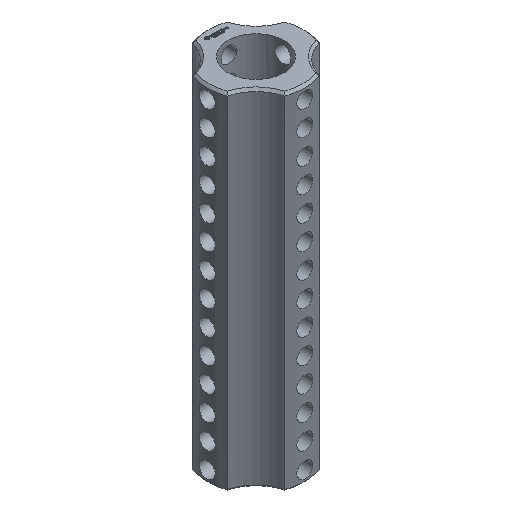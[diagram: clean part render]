
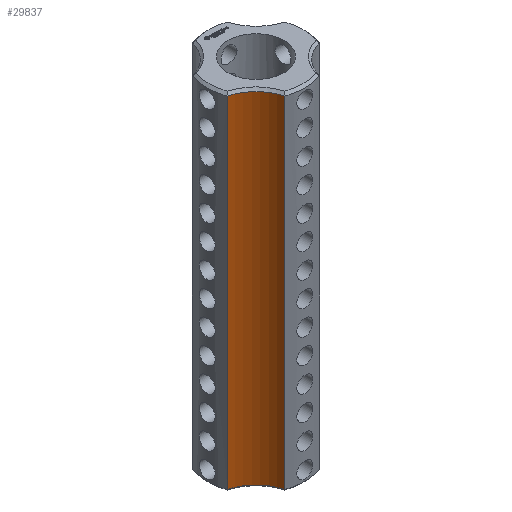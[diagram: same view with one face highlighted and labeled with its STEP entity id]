
A CAD part, isometric view. The second image highlights one B-rep face of the part: STEP entity #29837.
In plain terms, the highlighted cylindrical face has radius 5 mm (diameter 10 mm), a partial arc.
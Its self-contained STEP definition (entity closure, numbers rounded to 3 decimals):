
#3143 = CYLINDRICAL_SURFACE('',#3144,6.25);
#3144 = AXIS2_PLACEMENT_3D('',#3145,#3146,#3147);
#3145 = CARTESIAN_POINT('',(0.,0.,0.));
#3146 = DIRECTION('',(-0.,-0.,-1.));
#3147 = DIRECTION('',(1.,0.,0.));
#7168 = EDGE_CURVE('',#7169,#7171,#7173,.T.);
#7169 = VERTEX_POINT('',#7170);
#7170 = CARTESIAN_POINT('',(-2.225,-5.841,0.3));
#7171 = VERTEX_POINT('',#7172);
#7172 = CARTESIAN_POINT('',(-2.225,-5.841,43.45));
#7173 = SURFACE_CURVE('',#7174,(#7178,#7185),.PCURVE_S1.);
#7174 = LINE('',#7175,#7176);
#7175 = CARTESIAN_POINT('',(-2.225,-5.841,0.));
#7176 = VECTOR('',#7177,1.);
#7177 = DIRECTION('',(0.,0.,1.));
#7178 = PCURVE('',#3143,#7179);
#7179 = DEFINITIONAL_REPRESENTATION('',(#7180),#7184);
#7180 = LINE('',#7181,#7182);
#7181 = CARTESIAN_POINT('',(-4.348,0.));
#7182 = VECTOR('',#7183,1.);
#7183 = DIRECTION('',(-0.,-1.));
#7184 = ( GEOMETRIC_REPRESENTATION_CONTEXT(2) 
PARAMETRIC_REPRESENTATION_CONTEXT() REPRESENTATION_CONTEXT('2D SPACE',''
  ) );
#7185 = PCURVE('',#7186,#7191);
#7186 = CYLINDRICAL_SURFACE('',#7187,5.);
#7187 = AXIS2_PLACEMENT_3D('',#7188,#7189,#7190);
#7188 = CARTESIAN_POINT('',(-7.071,-7.071,0.));
#7189 = DIRECTION('',(-0.,-0.,-1.));
#7190 = DIRECTION('',(1.,0.,0.));
#7191 = DEFINITIONAL_REPRESENTATION('',(#7192),#7196);
#7192 = LINE('',#7193,#7194);
#7193 = CARTESIAN_POINT('',(-0.249,0.));
#7194 = VECTOR('',#7195,1.);
#7195 = DIRECTION('',(-0.,-1.));
#7196 = ( GEOMETRIC_REPRESENTATION_CONTEXT(2) 
PARAMETRIC_REPRESENTATION_CONTEXT() REPRESENTATION_CONTEXT('2D SPACE',''
  ) );
#9675 = CONICAL_SURFACE('',#9676,5.,0.785);
#9676 = AXIS2_PLACEMENT_3D('',#9677,#9678,#9679);
#9677 = CARTESIAN_POINT('',(-7.071,-7.071,0.3));
#9678 = DIRECTION('',(-0.,-0.,-1.));
#9679 = DIRECTION('',(0.969,0.246,0.));
#9877 = CONICAL_SURFACE('',#9878,5.,0.785);
#9878 = AXIS2_PLACEMENT_3D('',#9879,#9880,#9881);
#9879 = CARTESIAN_POINT('',(-7.071,-7.071,43.45));
#9880 = DIRECTION('',(0.,0.,1.));
#9881 = DIRECTION('',(0.969,0.246,0.));
#29837 = ADVANCED_FACE('',(#29838),#7186,.F.);
#29838 = FACE_BOUND('',#29839,.T.);
#29839 = EDGE_LOOP('',(#29840,#29841,#29865,#29893));
#29840 = ORIENTED_EDGE('',*,*,#7168,.T.);
#29841 = ORIENTED_EDGE('',*,*,#29842,.T.);
#29842 = EDGE_CURVE('',#7171,#29843,#29845,.T.);
#29843 = VERTEX_POINT('',#29844);
#29844 = CARTESIAN_POINT('',(-5.841,-2.225,43.45));
#29845 = SURFACE_CURVE('',#29846,(#29851,#29858),.PCURVE_S1.);
#29846 = CIRCLE('',#29847,5.);
#29847 = AXIS2_PLACEMENT_3D('',#29848,#29849,#29850);
#29848 = CARTESIAN_POINT('',(-7.071,-7.071,43.45));
#29849 = DIRECTION('',(0.,-0.,1.));
#29850 = DIRECTION('',(0.969,0.246,0.));
#29851 = PCURVE('',#7186,#29852);
#29852 = DEFINITIONAL_REPRESENTATION('',(#29853),#29857);
#29853 = LINE('',#29854,#29855);
#29854 = CARTESIAN_POINT('',(-0.249,-43.45));
#29855 = VECTOR('',#29856,1.);
#29856 = DIRECTION('',(-1.,0.));
#29857 = ( GEOMETRIC_REPRESENTATION_CONTEXT(2) 
PARAMETRIC_REPRESENTATION_CONTEXT() REPRESENTATION_CONTEXT('2D SPACE',''
  ) );
#29858 = PCURVE('',#9877,#29859);
#29859 = DEFINITIONAL_REPRESENTATION('',(#29860),#29864);
#29860 = LINE('',#29861,#29862);
#29861 = CARTESIAN_POINT('',(0.,0.));
#29862 = VECTOR('',#29863,1.);
#29863 = DIRECTION('',(1.,0.));
#29864 = ( GEOMETRIC_REPRESENTATION_CONTEXT(2) 
PARAMETRIC_REPRESENTATION_CONTEXT() REPRESENTATION_CONTEXT('2D SPACE',''
  ) );
#29865 = ORIENTED_EDGE('',*,*,#29866,.F.);
#29866 = EDGE_CURVE('',#29867,#29843,#29869,.T.);
#29867 = VERTEX_POINT('',#29868);
#29868 = CARTESIAN_POINT('',(-5.841,-2.225,0.3));
#29869 = SURFACE_CURVE('',#29870,(#29874,#29881),.PCURVE_S1.);
#29870 = LINE('',#29871,#29872);
#29871 = CARTESIAN_POINT('',(-5.841,-2.225,0.));
#29872 = VECTOR('',#29873,1.);
#29873 = DIRECTION('',(0.,0.,1.));
#29874 = PCURVE('',#7186,#29875);
#29875 = DEFINITIONAL_REPRESENTATION('',(#29876),#29880);
#29876 = LINE('',#29877,#29878);
#29877 = CARTESIAN_POINT('',(-1.322,0.));
#29878 = VECTOR('',#29879,1.);
#29879 = DIRECTION('',(-0.,-1.));
#29880 = ( GEOMETRIC_REPRESENTATION_CONTEXT(2) 
PARAMETRIC_REPRESENTATION_CONTEXT() REPRESENTATION_CONTEXT('2D SPACE',''
  ) );
#29881 = PCURVE('',#29882,#29887);
#29882 = CYLINDRICAL_SURFACE('',#29883,6.25);
#29883 = AXIS2_PLACEMENT_3D('',#29884,#29885,#29886);
#29884 = CARTESIAN_POINT('',(0.,0.,0.));
#29885 = DIRECTION('',(-0.,-0.,-1.));
#29886 = DIRECTION('',(1.,0.,0.));
#29887 = DEFINITIONAL_REPRESENTATION('',(#29888),#29892);
#29888 = LINE('',#29889,#29890);
#29889 = CARTESIAN_POINT('',(-3.506,0.));
#29890 = VECTOR('',#29891,1.);
#29891 = DIRECTION('',(-0.,-1.));
#29892 = ( GEOMETRIC_REPRESENTATION_CONTEXT(2) 
PARAMETRIC_REPRESENTATION_CONTEXT() REPRESENTATION_CONTEXT('2D SPACE',''
  ) );
#29893 = ORIENTED_EDGE('',*,*,#29894,.F.);
#29894 = EDGE_CURVE('',#7169,#29867,#29895,.T.);
#29895 = SURFACE_CURVE('',#29896,(#29901,#29908),.PCURVE_S1.);
#29896 = CIRCLE('',#29897,5.);
#29897 = AXIS2_PLACEMENT_3D('',#29898,#29899,#29900);
#29898 = CARTESIAN_POINT('',(-7.071,-7.071,0.3));
#29899 = DIRECTION('',(0.,-0.,1.));
#29900 = DIRECTION('',(0.969,0.246,0.));
#29901 = PCURVE('',#7186,#29902);
#29902 = DEFINITIONAL_REPRESENTATION('',(#29903),#29907);
#29903 = LINE('',#29904,#29905);
#29904 = CARTESIAN_POINT('',(-0.249,-0.3));
#29905 = VECTOR('',#29906,1.);
#29906 = DIRECTION('',(-1.,0.));
#29907 = ( GEOMETRIC_REPRESENTATION_CONTEXT(2) 
PARAMETRIC_REPRESENTATION_CONTEXT() REPRESENTATION_CONTEXT('2D SPACE',''
  ) );
#29908 = PCURVE('',#9675,#29909);
#29909 = DEFINITIONAL_REPRESENTATION('',(#29910),#29914);
#29910 = LINE('',#29911,#29912);
#29911 = CARTESIAN_POINT('',(-0.,0.));
#29912 = VECTOR('',#29913,1.);
#29913 = DIRECTION('',(-1.,0.));
#29914 = ( GEOMETRIC_REPRESENTATION_CONTEXT(2) 
PARAMETRIC_REPRESENTATION_CONTEXT() REPRESENTATION_CONTEXT('2D SPACE',''
  ) );
